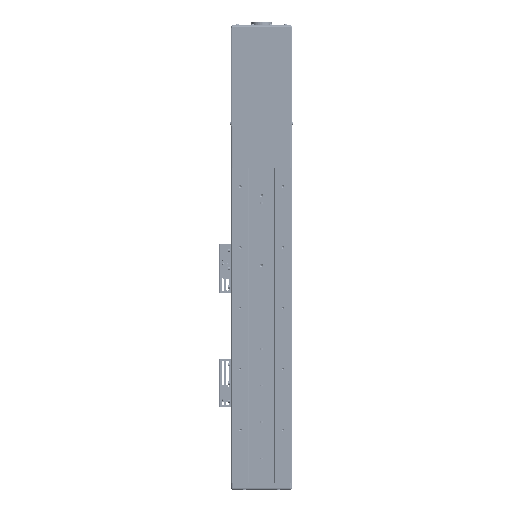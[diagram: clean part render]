
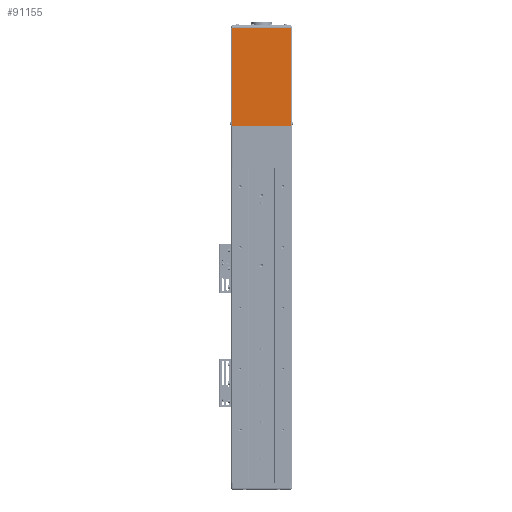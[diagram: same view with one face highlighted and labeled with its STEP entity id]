
A CAD part, front view. The second image highlights one B-rep face of the part: STEP entity #91155.
In plain terms, the highlighted planar face has unit normal (0, -1, 0).
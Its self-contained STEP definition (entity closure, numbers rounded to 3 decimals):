
#1582 = LINE ( 'NONE', #34661, #45718 ) ;
#14420 = EDGE_LOOP ( 'NONE', ( #56215, #57727, #61806, #66961 ) ) ;
#14810 = PLANE ( 'NONE',  #87232 ) ;
#20217 = VECTOR ( 'NONE', #87303, 1000. ) ;
#23370 = CARTESIAN_POINT ( 'NONE',  ( -49., -44.5, -80. ) ) ;
#23612 = DIRECTION ( 'NONE',  ( 0., 1., 0. ) ) ;
#29633 = VECTOR ( 'NONE', #101833, 1000. ) ;
#31838 = CARTESIAN_POINT ( 'NONE',  ( -49., -44.5, 80. ) ) ;
#34661 = CARTESIAN_POINT ( 'NONE',  ( -50., -44.5, -80. ) ) ;
#41317 = LINE ( 'NONE', #87301, #105585 ) ;
#43627 = LINE ( 'NONE', #113081, #20217 ) ;
#44280 = VERTEX_POINT ( 'NONE', #52593 ) ;
#45718 = VECTOR ( 'NONE', #104266, 1000. ) ;
#52446 = DIRECTION ( 'NONE',  ( 0., 0., 1. ) ) ;
#52593 = CARTESIAN_POINT ( 'NONE',  ( 49., -44.5, 80. ) ) ;
#56215 = ORIENTED_EDGE ( 'NONE', *, *, #80269, .F. ) ;
#57727 = ORIENTED_EDGE ( 'NONE', *, *, #83267, .T. ) ;
#61806 = ORIENTED_EDGE ( 'NONE', *, *, #85962, .T. ) ;
#66961 = ORIENTED_EDGE ( 'NONE', *, *, #87761, .T. ) ;
#70985 = VERTEX_POINT ( 'NONE', #96807 ) ;
#73537 = LINE ( 'NONE', #31838, #29633 ) ;
#75926 = CARTESIAN_POINT ( 'NONE',  ( -49., -44.5, 80. ) ) ;
#80269 = EDGE_CURVE ( 'NONE', #108416, #44280, #43627, .T. ) ;
#83267 = EDGE_CURVE ( 'NONE', #108416, #110439, #73537, .T. ) ;
#84670 = CARTESIAN_POINT ( 'NONE',  ( -50., -44.5, 80. ) ) ;
#85048 = DIRECTION ( 'NONE',  ( 0., 0., 1. ) ) ;
#85962 = EDGE_CURVE ( 'NONE', #110439, #70985, #1582, .T. ) ;
#87232 = AXIS2_PLACEMENT_3D ( 'NONE', #84670, #23612, #85048 ) ;
#87301 = CARTESIAN_POINT ( 'NONE',  ( 49., -44.5, 80. ) ) ;
#87303 = DIRECTION ( 'NONE',  ( 1., 0., 0. ) ) ;
#87761 = EDGE_CURVE ( 'NONE', #70985, #44280, #41317, .T. ) ;
#91155 = ADVANCED_FACE ( 'NONE', ( #108863 ), #14810, .F. ) ;
#96807 = CARTESIAN_POINT ( 'NONE',  ( 49., -44.5, -80. ) ) ;
#101833 = DIRECTION ( 'NONE',  ( 0., 0., -1. ) ) ;
#104266 = DIRECTION ( 'NONE',  ( 1., 0., 0. ) ) ;
#105585 = VECTOR ( 'NONE', #52446, 1000. ) ;
#108416 = VERTEX_POINT ( 'NONE', #75926 ) ;
#108863 = FACE_OUTER_BOUND ( 'NONE', #14420, .T. ) ;
#110439 = VERTEX_POINT ( 'NONE', #23370 ) ;
#113081 = CARTESIAN_POINT ( 'NONE',  ( -50., -44.5, 80. ) ) ;
